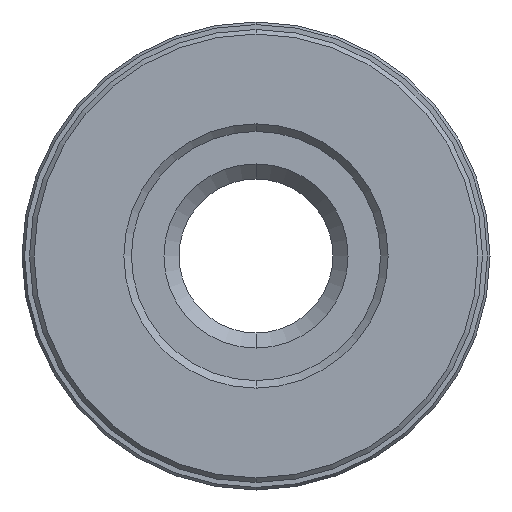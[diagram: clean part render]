
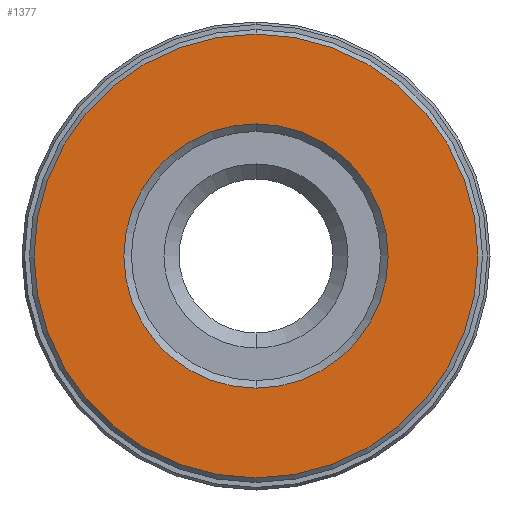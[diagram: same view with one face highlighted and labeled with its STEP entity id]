
A CAD part, front view. The second image highlights one B-rep face of the part: STEP entity #1377.
In plain terms, the highlighted planar face has unit normal (0, -1, 0).
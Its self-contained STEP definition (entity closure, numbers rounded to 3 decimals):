
#8 = CARTESIAN_POINT ( 'NONE',  ( -8.25, 0., 0. ) ) ;
#54 = CARTESIAN_POINT ( 'NONE',  ( 0., 0., -14.7 ) ) ;
#82 = CIRCLE ( 'NONE', #1300, 14.7 ) ;
#87 = AXIS2_PLACEMENT_3D ( 'NONE', #530, #1178, #404 ) ;
#115 = CARTESIAN_POINT ( 'NONE',  ( 0., 0., 0. ) ) ;
#140 = FACE_BOUND ( 'NONE', #971, .T. ) ;
#173 = ORIENTED_EDGE ( 'NONE', *, *, #1331, .T. ) ;
#231 = PLANE ( 'NONE',  #1126 ) ;
#237 = DIRECTION ( 'NONE',  ( 0., -1., 0. ) ) ;
#283 = CIRCLE ( 'NONE', #87, 8.75 ) ;
#289 = EDGE_CURVE ( 'NONE', #588, #1311, #283, .T. ) ;
#404 = DIRECTION ( 'NONE',  ( 0., 0., 1. ) ) ;
#506 = CIRCLE ( 'NONE', #686, 8.75 ) ;
#530 = CARTESIAN_POINT ( 'NONE',  ( 0., 0., 0. ) ) ;
#588 = VERTEX_POINT ( 'NONE', #676 ) ;
#663 = AXIS2_PLACEMENT_3D ( 'NONE', #833, #237, #1019 ) ;
#676 = CARTESIAN_POINT ( 'NONE',  ( 0., 0., 8.75 ) ) ;
#686 = AXIS2_PLACEMENT_3D ( 'NONE', #115, #1411, #1086 ) ;
#706 = CARTESIAN_POINT ( 'NONE',  ( 0., 0., 14.7 ) ) ;
#709 = EDGE_CURVE ( 'NONE', #820, #886, #82, .T. ) ;
#780 = ORIENTED_EDGE ( 'NONE', *, *, #709, .T. ) ;
#782 = DIRECTION ( 'NONE',  ( 0., 0., 1. ) ) ;
#801 = DIRECTION ( 'NONE',  ( 0., -1., 0. ) ) ;
#820 = VERTEX_POINT ( 'NONE', #706 ) ;
#833 = CARTESIAN_POINT ( 'NONE',  ( 0., 0., 0. ) ) ;
#859 = CIRCLE ( 'NONE', #663, 14.7 ) ;
#886 = VERTEX_POINT ( 'NONE', #54 ) ;
#971 = EDGE_LOOP ( 'NONE', ( #173, #1230 ) ) ;
#993 = FACE_OUTER_BOUND ( 'NONE', #1323, .T. ) ;
#1019 = DIRECTION ( 'NONE',  ( 0., 0., -1. ) ) ;
#1052 = DIRECTION ( 'NONE',  ( 0., 1., 0. ) ) ;
#1071 = EDGE_CURVE ( 'NONE', #886, #820, #859, .T. ) ;
#1086 = DIRECTION ( 'NONE',  ( 0., 0., 1. ) ) ;
#1126 = AXIS2_PLACEMENT_3D ( 'NONE', #8, #1052, #782 ) ;
#1132 = ORIENTED_EDGE ( 'NONE', *, *, #1071, .T. ) ;
#1178 = DIRECTION ( 'NONE',  ( 0., 1., 0. ) ) ;
#1230 = ORIENTED_EDGE ( 'NONE', *, *, #289, .T. ) ;
#1286 = CARTESIAN_POINT ( 'NONE',  ( 0., 0., 0. ) ) ;
#1300 = AXIS2_PLACEMENT_3D ( 'NONE', #1286, #801, #1342 ) ;
#1306 = CARTESIAN_POINT ( 'NONE',  ( 0., 0., -8.75 ) ) ;
#1311 = VERTEX_POINT ( 'NONE', #1306 ) ;
#1323 = EDGE_LOOP ( 'NONE', ( #780, #1132 ) ) ;
#1331 = EDGE_CURVE ( 'NONE', #1311, #588, #506, .T. ) ;
#1342 = DIRECTION ( 'NONE',  ( 0., 0., -1. ) ) ;
#1377 = ADVANCED_FACE ( 'NONE', ( #140, #993 ), #231, .F. ) ;
#1411 = DIRECTION ( 'NONE',  ( 0., 1., 0. ) ) ;
